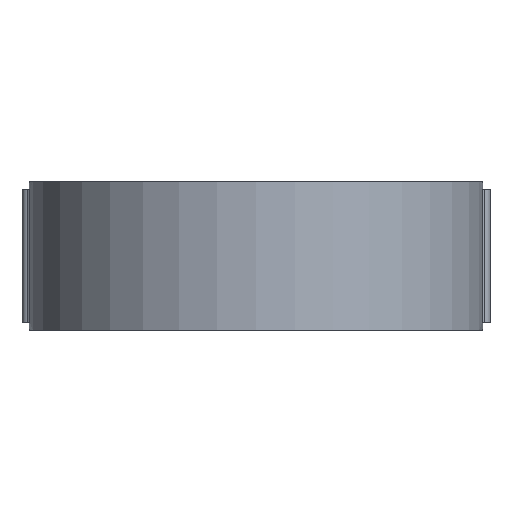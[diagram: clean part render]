
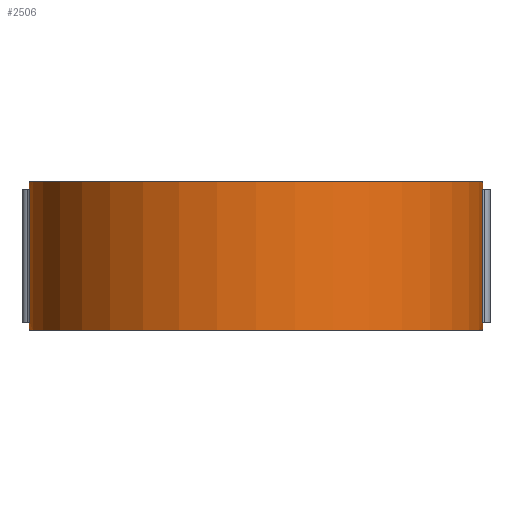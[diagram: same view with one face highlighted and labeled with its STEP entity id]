
A CAD part, front view. The second image highlights one B-rep face of the part: STEP entity #2506.
In plain terms, the highlighted cylindrical face has radius 15.25 mm (diameter 30.5 mm), a partial arc.
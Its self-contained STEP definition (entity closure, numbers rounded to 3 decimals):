
#171=LINE('',#4088,#351);
#174=LINE('',#4093,#354);
#176=LINE('',#4099,#356);
#177=LINE('',#4104,#357);
#178=LINE('',#4108,#358);
#179=LINE('',#4112,#359);
#351=VECTOR('',#3135,1000.);
#354=VECTOR('',#3138,1000.);
#356=VECTOR('',#3144,1000.);
#357=VECTOR('',#3149,1000.);
#358=VECTOR('',#3152,1000.);
#359=VECTOR('',#3155,1000.);
#601=ORIENTED_EDGE('',*,*,#1331,.T.);
#602=ORIENTED_EDGE('',*,*,#1336,.T.);
#603=ORIENTED_EDGE('',*,*,#1337,.T.);
#604=ORIENTED_EDGE('',*,*,#1338,.F.);
#605=ORIENTED_EDGE('',*,*,#1334,.T.);
#606=ORIENTED_EDGE('',*,*,#1339,.T.);
#607=ORIENTED_EDGE('',*,*,#1340,.F.);
#608=ORIENTED_EDGE('',*,*,#1341,.F.);
#609=ORIENTED_EDGE('',*,*,#1342,.F.);
#610=ORIENTED_EDGE('',*,*,#1343,.T.);
#611=ORIENTED_EDGE('',*,*,#1344,.F.);
#612=ORIENTED_EDGE('',*,*,#1345,.F.);
#1331=EDGE_CURVE('',#1690,#1689,#171,.T.);
#1334=EDGE_CURVE('',#1692,#1691,#174,.T.);
#1336=EDGE_CURVE('',#1689,#1693,#1896,.T.);
#1337=EDGE_CURVE('',#1693,#1694,#176,.T.);
#1338=EDGE_CURVE('',#1692,#1694,#1897,.T.);
#1339=EDGE_CURVE('',#1691,#1695,#1898,.T.);
#1340=EDGE_CURVE('',#1696,#1695,#177,.T.);
#1341=EDGE_CURVE('',#1697,#1696,#1899,.T.);
#1342=EDGE_CURVE('',#1698,#1697,#178,.T.);
#1343=EDGE_CURVE('',#1698,#1699,#1900,.T.);
#1344=EDGE_CURVE('',#1700,#1699,#179,.T.);
#1345=EDGE_CURVE('',#1690,#1700,#1901,.T.);
#1689=VERTEX_POINT('',#4087);
#1690=VERTEX_POINT('',#4089);
#1691=VERTEX_POINT('',#4092);
#1692=VERTEX_POINT('',#4094);
#1693=VERTEX_POINT('',#4098);
#1694=VERTEX_POINT('',#4100);
#1695=VERTEX_POINT('',#4103);
#1696=VERTEX_POINT('',#4105);
#1697=VERTEX_POINT('',#4107);
#1698=VERTEX_POINT('',#4109);
#1699=VERTEX_POINT('',#4111);
#1700=VERTEX_POINT('',#4113);
#1896=CIRCLE('',#2709,15.25);
#1897=CIRCLE('',#2710,15.25);
#1898=CIRCLE('',#2711,15.25);
#1899=CIRCLE('',#2712,15.25);
#1900=CIRCLE('',#2713,15.25);
#1901=CIRCLE('',#2714,15.25);
#2070=EDGE_LOOP('',(#601,#602,#603,#604,#605,#606,#607,#608,#609,#610,#611,
#612));
#2248=FACE_BOUND('',#2070,.T.);
#2418=CYLINDRICAL_SURFACE('',#2708,15.25);
#2506=ADVANCED_FACE('',(#2248),#2418,.T.);
#2708=AXIS2_PLACEMENT_3D('',#4096,#3140,#3141);
#2709=AXIS2_PLACEMENT_3D('',#4097,#3142,#3143);
#2710=AXIS2_PLACEMENT_3D('',#4101,#3145,#3146);
#2711=AXIS2_PLACEMENT_3D('',#4102,#3147,#3148);
#2712=AXIS2_PLACEMENT_3D('',#4106,#3150,#3151);
#2713=AXIS2_PLACEMENT_3D('',#4110,#3153,#3154);
#2714=AXIS2_PLACEMENT_3D('',#4114,#3156,#3157);
#3135=DIRECTION('',(0.,0.,-1.));
#3138=DIRECTION('',(0.,0.,-1.));
#3140=DIRECTION('',(0.,0.,-1.));
#3141=DIRECTION('',(-1.,0.,0.));
#3142=DIRECTION('',(0.,0.,1.));
#3143=DIRECTION('',(1.,0.,0.));
#3144=DIRECTION('',(0.,0.,-1.));
#3145=DIRECTION('',(0.,0.,1.));
#3146=DIRECTION('',(1.,0.,0.));
#3147=DIRECTION('',(0.,0.,1.));
#3148=DIRECTION('',(1.,0.,0.));
#3149=DIRECTION('',(0.,0.,-1.));
#3150=DIRECTION('',(0.,0.,1.));
#3151=DIRECTION('',(1.,0.,0.));
#3152=DIRECTION('',(0.,0.,-1.));
#3153=DIRECTION('',(0.,0.,1.));
#3154=DIRECTION('',(1.,0.,0.));
#3155=DIRECTION('',(0.,0.,-1.));
#3156=DIRECTION('',(0.,0.,1.));
#3157=DIRECTION('',(1.,0.,0.));
#4087=CARTESIAN_POINT('',(-15.25,0.,4.5));
#4088=CARTESIAN_POINT('',(-15.25,0.,5.));
#4089=CARTESIAN_POINT('',(-15.25,0.,5.));
#4092=CARTESIAN_POINT('',(-15.25,0.,-5.));
#4093=CARTESIAN_POINT('',(-15.25,0.,5.));
#4094=CARTESIAN_POINT('',(-15.25,0.,-4.5));
#4096=CARTESIAN_POINT('',(0.,0.,5.));
#4097=CARTESIAN_POINT('',(0.,0.,4.5));
#4098=CARTESIAN_POINT('',(-15.222,-0.917,4.5));
#4099=CARTESIAN_POINT('',(-15.222,-0.917,4.5));
#4100=CARTESIAN_POINT('',(-15.222,-0.917,-4.5));
#4101=CARTESIAN_POINT('',(0.,0.,-4.5));
#4102=CARTESIAN_POINT('',(0.,0.,-5.));
#4103=CARTESIAN_POINT('',(15.25,0.,-5.));
#4104=CARTESIAN_POINT('',(15.25,0.,5.));
#4105=CARTESIAN_POINT('',(15.25,0.,-4.5));
#4106=CARTESIAN_POINT('',(0.,0.,-4.5));
#4107=CARTESIAN_POINT('',(15.222,-0.917,-4.5));
#4108=CARTESIAN_POINT('',(15.222,-0.917,4.5));
#4109=CARTESIAN_POINT('',(15.222,-0.917,4.5));
#4110=CARTESIAN_POINT('',(0.,0.,4.5));
#4111=CARTESIAN_POINT('',(15.25,0.,4.5));
#4112=CARTESIAN_POINT('',(15.25,0.,5.));
#4113=CARTESIAN_POINT('',(15.25,0.,5.));
#4114=CARTESIAN_POINT('',(0.,0.,5.));
